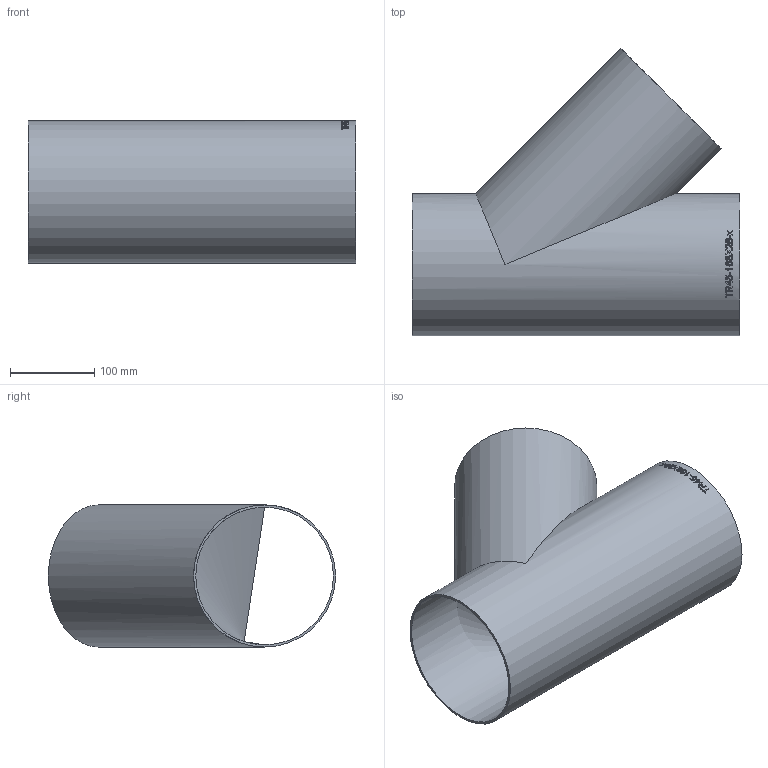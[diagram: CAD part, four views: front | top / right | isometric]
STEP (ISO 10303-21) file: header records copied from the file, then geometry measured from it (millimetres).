
FILE_DESCRIPTION (( 'STEP AP214' ), '1' );
FILE_NAME ('TR45-168X26-x T-Stück 45°geschweisst Ø168,3 L388 1911.STEP', '2019-11-15T09:56:37', ( '' ), ( '' ), 'SwSTEP 2.0', 'SolidWorks 2016', '' );
FILE_SCHEMA (( 'AUTOMOTIVE_DESIGN' ));
Length unit declared in the file: millimetre
Products named in the file (1): TR45-168X26-x T-Stück 45°geschweisst Ø168,3 L388  1911
Bounding box: 388 x 340.34 x 168.3 mm (x, y, z)
Volume: 699689.7 mm3; surface area: 542271.8 mm2
Topology: 1 solids, 1 shells, 191 faces, 516 edges, 344 vertices
Faces by surface type: bspline 108, plane 59, cylinder 24
Full cylindrical faces by diameter (mm): 163.1 x2, 168.3 x2
Entity records: 25677 total; most frequent: CARTESIAN_POINT 19897, ORIENTED_EDGE 1004, EDGE_CURVE 502, DIRECTION 397, B_SPLINE_CURVE_WITH_KNOTS 341, VERTEX_POINT 338, EDGE_LOOP 218, FACE_OUTER_BOUND 194
